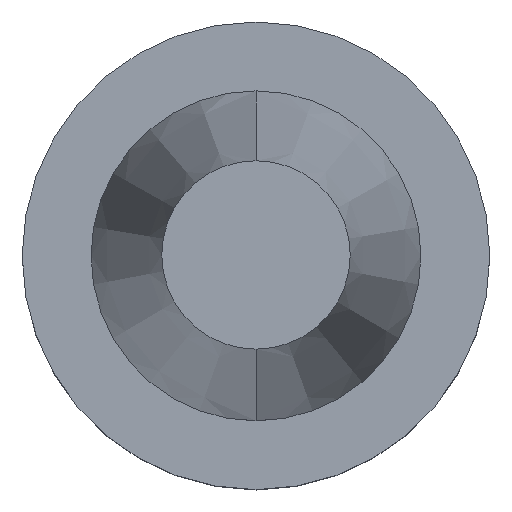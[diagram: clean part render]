
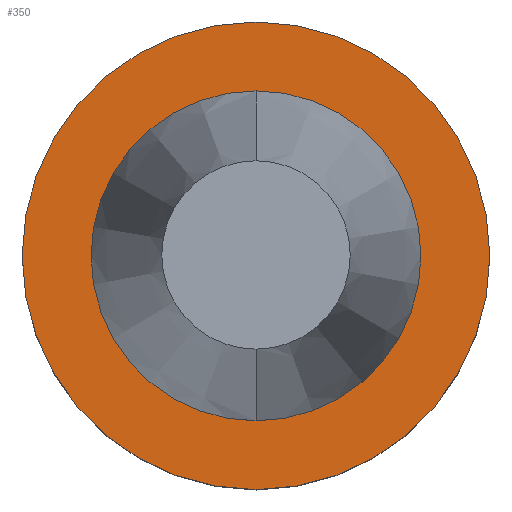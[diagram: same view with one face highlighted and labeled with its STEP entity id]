
A CAD part, top view. The second image highlights one B-rep face of the part: STEP entity #350.
In plain terms, the highlighted planar face has unit normal (0, 0, 1).
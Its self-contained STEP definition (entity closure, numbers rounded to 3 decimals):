
#31 = AXIS2_PLACEMENT_3D ( 'NONE', #650, #292, #117 ) ;
#33 = CIRCLE ( 'NONE', #313, 31.5 ) ;
#43 = ORIENTED_EDGE ( 'NONE', *, *, #728, .F. ) ;
#105 = EDGE_CURVE ( 'NONE', #710, #157, #33, .T. ) ;
#117 = DIRECTION ( 'NONE',  ( 0., -1., 0. ) ) ;
#149 = PLANE ( 'NONE',  #198 ) ;
#157 = VERTEX_POINT ( 'NONE', #616 ) ;
#187 = EDGE_CURVE ( 'NONE', #157, #710, #413, .T. ) ;
#198 = AXIS2_PLACEMENT_3D ( 'NONE', #584, #233, #344 ) ;
#218 = EDGE_LOOP ( 'NONE', ( #695, #230 ) ) ;
#230 = ORIENTED_EDGE ( 'NONE', *, *, #105, .T. ) ;
#233 = DIRECTION ( 'NONE',  ( 0., 0., -1. ) ) ;
#262 = DIRECTION ( 'NONE',  ( 0., -1., 0. ) ) ;
#292 = DIRECTION ( 'NONE',  ( 0., 0., 1. ) ) ;
#293 = VERTEX_POINT ( 'NONE', #633 ) ;
#304 = EDGE_LOOP ( 'NONE', ( #43, #448 ) ) ;
#313 = AXIS2_PLACEMENT_3D ( 'NONE', #447, #732, #379 ) ;
#325 = DIRECTION ( 'NONE',  ( 0., -1., 0. ) ) ;
#342 = FACE_BOUND ( 'NONE', #304, .T. ) ;
#344 = DIRECTION ( 'NONE',  ( 0., 1., 0. ) ) ;
#350 = ADVANCED_FACE ( 'NONE', ( #342, #468 ), #149, .F. ) ;
#358 = CIRCLE ( 'NONE', #31, 22.225 ) ;
#359 = CIRCLE ( 'NONE', #384, 22.225 ) ;
#379 = DIRECTION ( 'NONE',  ( 0., -1., 0. ) ) ;
#384 = AXIS2_PLACEMENT_3D ( 'NONE', #706, #622, #325 ) ;
#413 = CIRCLE ( 'NONE', #563, 31.5 ) ;
#430 = CARTESIAN_POINT ( 'NONE',  ( 0., 31.5, -1. ) ) ;
#433 = EDGE_CURVE ( 'NONE', #463, #293, #358, .T. ) ;
#447 = CARTESIAN_POINT ( 'NONE',  ( 0., 0., -1. ) ) ;
#448 = ORIENTED_EDGE ( 'NONE', *, *, #433, .F. ) ;
#463 = VERTEX_POINT ( 'NONE', #720 ) ;
#468 = FACE_OUTER_BOUND ( 'NONE', #218, .T. ) ;
#493 = CARTESIAN_POINT ( 'NONE',  ( 0., 0., -1. ) ) ;
#563 = AXIS2_PLACEMENT_3D ( 'NONE', #493, #608, #262 ) ;
#584 = CARTESIAN_POINT ( 'NONE',  ( 0., 31.5, -1. ) ) ;
#608 = DIRECTION ( 'NONE',  ( 0., 0., 1. ) ) ;
#616 = CARTESIAN_POINT ( 'NONE',  ( 0., -31.5, -1. ) ) ;
#622 = DIRECTION ( 'NONE',  ( 0., 0., 1. ) ) ;
#633 = CARTESIAN_POINT ( 'NONE',  ( 0., -22.225, -1. ) ) ;
#650 = CARTESIAN_POINT ( 'NONE',  ( 0., 0., -1. ) ) ;
#695 = ORIENTED_EDGE ( 'NONE', *, *, #187, .T. ) ;
#706 = CARTESIAN_POINT ( 'NONE',  ( 0., 0., -1. ) ) ;
#710 = VERTEX_POINT ( 'NONE', #430 ) ;
#720 = CARTESIAN_POINT ( 'NONE',  ( 0., 22.225, -1. ) ) ;
#728 = EDGE_CURVE ( 'NONE', #293, #463, #359, .T. ) ;
#732 = DIRECTION ( 'NONE',  ( 0., 0., 1. ) ) ;
